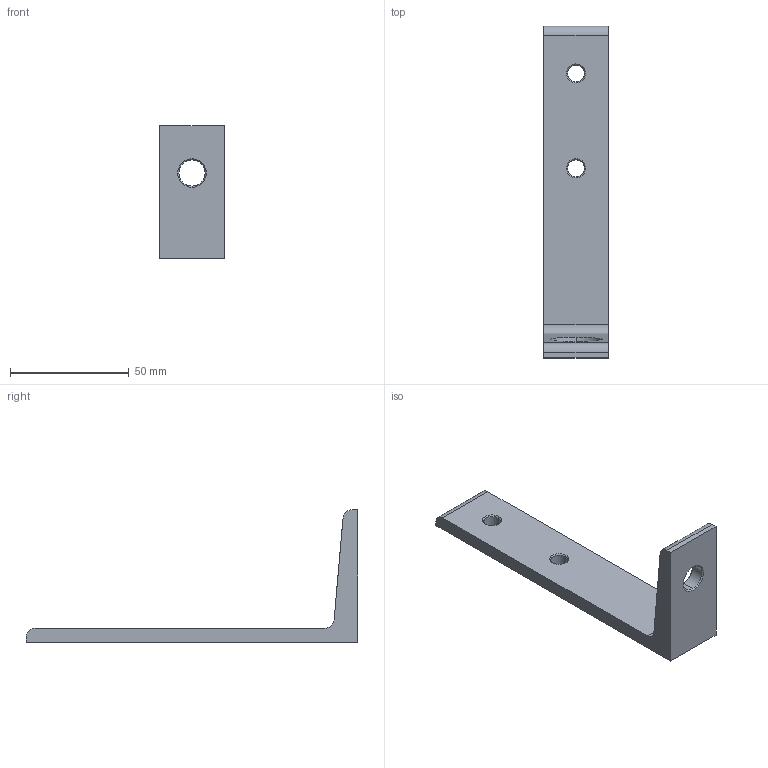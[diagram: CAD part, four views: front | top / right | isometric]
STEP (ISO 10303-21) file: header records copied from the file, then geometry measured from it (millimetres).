
FILE_DESCRIPTION (( 'STEP AP214' ), '1' );
FILE_NAME ('093ba14030.STEP', '2013-05-17T07:52:53', ( 'User' ), ( '' ), 'SwSTEP 2.0', 'SolidWorks 2012', '' );
FILE_SCHEMA (( 'AUTOMOTIVE_DESIGN' ));
Length unit declared in the file: millimetre
Products named in the file (1): 093ba14030
Bounding box: 27 x 140 x 56 mm (x, y, z)
Volume: 32066 mm3; surface area: 13026.5 mm2
Topology: 1 solids, 1 shells, 32 faces, 75 edges, 46 vertices
Faces by surface type: cone 12, cylinder 11, plane 9
Entity records: 961 total; most frequent: DIRECTION 171, CARTESIAN_POINT 160, ORIENTED_EDGE 150, EDGE_CURVE 75, AXIS2_PLACEMENT_3D 65, VERTEX_POINT 46, LINE 41, VECTOR 41
